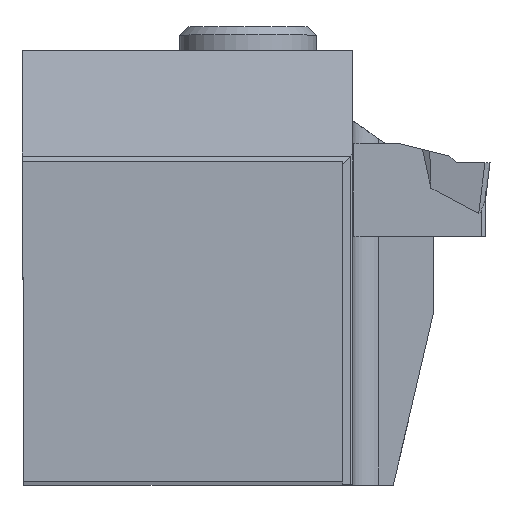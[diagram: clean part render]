
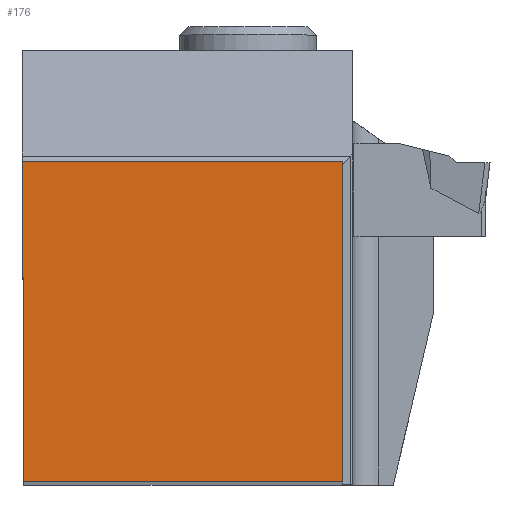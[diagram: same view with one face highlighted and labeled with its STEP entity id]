
A CAD part, top view. The second image highlights one B-rep face of the part: STEP entity #176.
In plain terms, the highlighted planar face has unit normal (0, 0, 1).
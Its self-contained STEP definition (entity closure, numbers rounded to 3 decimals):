
#176=ADVANCED_FACE('BLANK_BOXF006',(#288),#230,.F.);
#230=PLANE('',#1371);
#288=FACE_OUTER_BOUND('',#349,.T.);
#349=EDGE_LOOP('',(#611,#612,#613,#614));
#611=ORIENTED_EDGE('',*,*,#951,.T.);
#612=ORIENTED_EDGE('',*,*,#952,.T.);
#613=ORIENTED_EDGE('',*,*,#953,.T.);
#614=ORIENTED_EDGE('',*,*,#942,.T.);
#794=VERTEX_POINT('',#2260);
#795=VERTEX_POINT('',#2262);
#800=VERTEX_POINT('',#2279);
#801=VERTEX_POINT('',#2281);
#942=EDGE_CURVE('',#795,#794,#1076,.T.);
#951=EDGE_CURVE('',#794,#800,#1085,.T.);
#952=EDGE_CURVE('',#800,#801,#1086,.T.);
#953=EDGE_CURVE('',#801,#795,#1087,.T.);
#1076=LINE('',#2261,#1207);
#1085=LINE('',#2278,#1216);
#1086=LINE('',#2280,#1217);
#1087=LINE('',#2282,#1218);
#1207=VECTOR('',#1604,1.);
#1216=VECTOR('',#1619,1.);
#1217=VECTOR('',#1620,1.);
#1218=VECTOR('',#1621,1.);
#1371=AXIS2_PLACEMENT_3D('',#2283,#1622,#1623);
#1604=DIRECTION('',(1.,0.,0.));
#1619=DIRECTION('',(0.,1.,0.));
#1620=DIRECTION('',(-1.,0.,0.));
#1621=DIRECTION('',(0.004,-1.,0.));
#1622=DIRECTION('',(0.,0.,-1.));
#1623=DIRECTION('',(0.,-1.,0.));
#2260=CARTESIAN_POINT('',(19.875,0.,0.));
#2261=CARTESIAN_POINT('',(-126.025,0.,0.));
#2262=CARTESIAN_POINT('',(0.087,0.,0.));
#2278=CARTESIAN_POINT('',(19.875,-126.025,0.));
#2279=CARTESIAN_POINT('',(19.875,19.875,0.));
#2280=CARTESIAN_POINT('',(126.025,19.875,0.));
#2281=CARTESIAN_POINT('',(0.,19.875,0.));
#2282=CARTESIAN_POINT('',(-0.463,126.024,0.));
#2283=CARTESIAN_POINT('',(25.5,-5.,0.));
